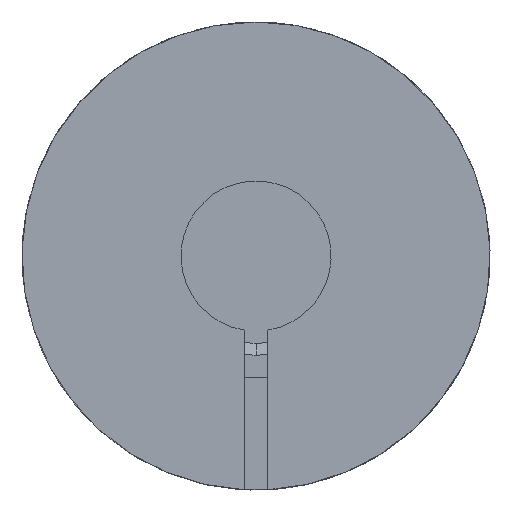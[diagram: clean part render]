
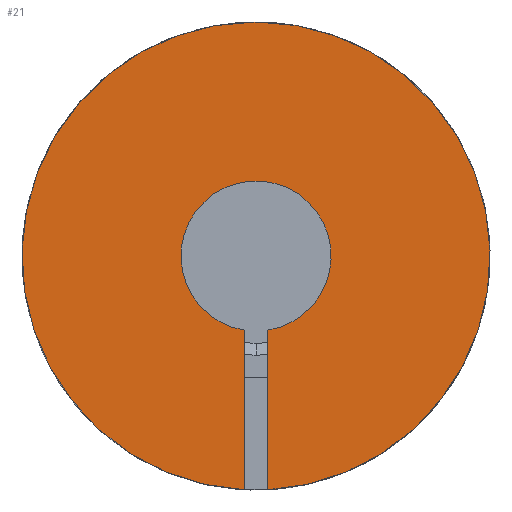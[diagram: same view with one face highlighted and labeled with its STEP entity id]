
A CAD part, front view. The second image highlights one B-rep face of the part: STEP entity #21.
In plain terms, the highlighted planar face has unit normal (0, -1, 0).
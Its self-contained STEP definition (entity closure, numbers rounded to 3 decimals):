
#21 = ADVANCED_FACE ( 'NONE', ( #881 ), #1465, .F. ) ;
#37 = VECTOR ( 'NONE', #1386, 1000. ) ;
#90 = DIRECTION ( 'NONE',  ( 0., 0., 1. ) ) ;
#145 = DIRECTION ( 'NONE',  ( 0., 1., 0. ) ) ;
#178 = CARTESIAN_POINT ( 'NONE',  ( 0., -4., 0. ) ) ;
#236 = EDGE_CURVE ( 'NONE', #759, #1519, #1223, .T. ) ;
#255 = AXIS2_PLACEMENT_3D ( 'NONE', #894, #145, #1475 ) ;
#394 = ORIENTED_EDGE ( 'NONE', *, *, #713, .F. ) ;
#406 = DIRECTION ( 'NONE',  ( 0., 0., -1. ) ) ;
#415 = AXIS2_PLACEMENT_3D ( 'NONE', #966, #973, #1271 ) ;
#437 = DIRECTION ( 'NONE',  ( 0., 1., 0. ) ) ;
#643 = CARTESIAN_POINT ( 'NONE',  ( 0.5, -4., 0. ) ) ;
#675 = EDGE_CURVE ( 'NONE', #1885, #1519, #1742, .T. ) ;
#687 = LINE ( 'NONE', #1290, #1845 ) ;
#703 = CARTESIAN_POINT ( 'NONE',  ( 0.5, -4., -9.887 ) ) ;
#713 = EDGE_CURVE ( 'NONE', #1130, #1885, #687, .T. ) ;
#759 = VERTEX_POINT ( 'NONE', #1345 ) ;
#846 = AXIS2_PLACEMENT_3D ( 'NONE', #178, #437, #90 ) ;
#881 = FACE_OUTER_BOUND ( 'NONE', #1502, .T. ) ;
#894 = CARTESIAN_POINT ( 'NONE',  ( 0., -4., 0. ) ) ;
#966 = CARTESIAN_POINT ( 'NONE',  ( 0., -4., 0. ) ) ;
#973 = DIRECTION ( 'NONE',  ( 0., 1., 0. ) ) ;
#1064 = ORIENTED_EDGE ( 'NONE', *, *, #1238, .T. ) ;
#1130 = VERTEX_POINT ( 'NONE', #1158 ) ;
#1158 = CARTESIAN_POINT ( 'NONE',  ( -0.5, -4., -3.135 ) ) ;
#1223 = LINE ( 'NONE', #643, #37 ) ;
#1238 = EDGE_CURVE ( 'NONE', #1130, #759, #1816, .T. ) ;
#1271 = DIRECTION ( 'NONE',  ( 0., 0., 1. ) ) ;
#1290 = CARTESIAN_POINT ( 'NONE',  ( -0.5, -4., 0. ) ) ;
#1345 = CARTESIAN_POINT ( 'NONE',  ( 0.5, -4., -3.135 ) ) ;
#1386 = DIRECTION ( 'NONE',  ( 0., 0., -1. ) ) ;
#1465 = PLANE ( 'NONE',  #255 ) ;
#1475 = DIRECTION ( 'NONE',  ( 0., 0., 1. ) ) ;
#1502 = EDGE_LOOP ( 'NONE', ( #1064, #1783, #1761, #394 ) ) ;
#1519 = VERTEX_POINT ( 'NONE', #703 ) ;
#1742 = CIRCLE ( 'NONE', #415, 9.9 ) ;
#1761 = ORIENTED_EDGE ( 'NONE', *, *, #675, .F. ) ;
#1783 = ORIENTED_EDGE ( 'NONE', *, *, #236, .T. ) ;
#1816 = CIRCLE ( 'NONE', #846, 3.175 ) ;
#1833 = CARTESIAN_POINT ( 'NONE',  ( -0.5, -4., -9.887 ) ) ;
#1845 = VECTOR ( 'NONE', #406, 1000. ) ;
#1885 = VERTEX_POINT ( 'NONE', #1833 ) ;
